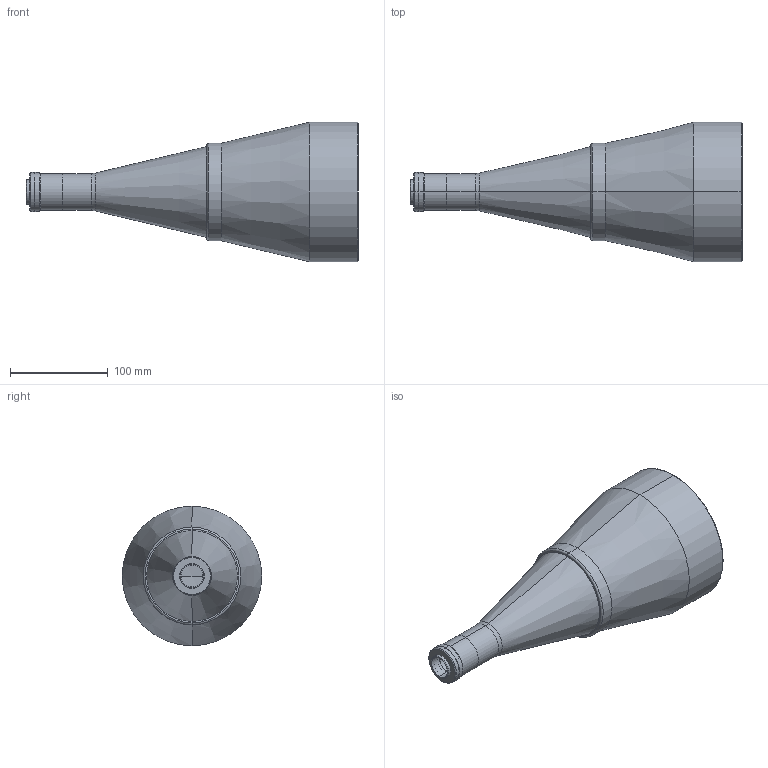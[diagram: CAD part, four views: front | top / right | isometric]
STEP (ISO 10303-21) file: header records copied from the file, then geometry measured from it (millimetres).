
FILE_DESCRIPTION (( 'STEP AP203' ), '1' );
FILE_NAME ('TC23096.STEP', '2010-09-22T14:26:22', ( 'Opto Engineering' ), ( 'Opto Engineering' ), 'SwSTEP 2.0', 'SolidWorks 2010', '' );
FILE_SCHEMA (( 'CONFIG_CONTROL_DESIGN' ));
Length unit declared in the file: millimetre
Products named in the file (1): TC23096
Bounding box: 340.3 x 143 x 143 mm (x, y, z)
Surface area: 133691.3 mm2 (no closed solid volume)
Topology: 0 solids, 10 shells, 71 faces, 194 edges, 136 vertices
Faces by surface type: cylinder 28, plane 20, cone 15, torus 6, sphere 2
Entity records: 2409 total; most frequent: DIRECTION 467, CARTESIAN_POINT 414, ORIENTED_EDGE 320, AXIS2_PLACEMENT_3D 205, EDGE_CURVE 194, VERTEX_POINT 136, CIRCLE 133, EDGE_LOOP 95
